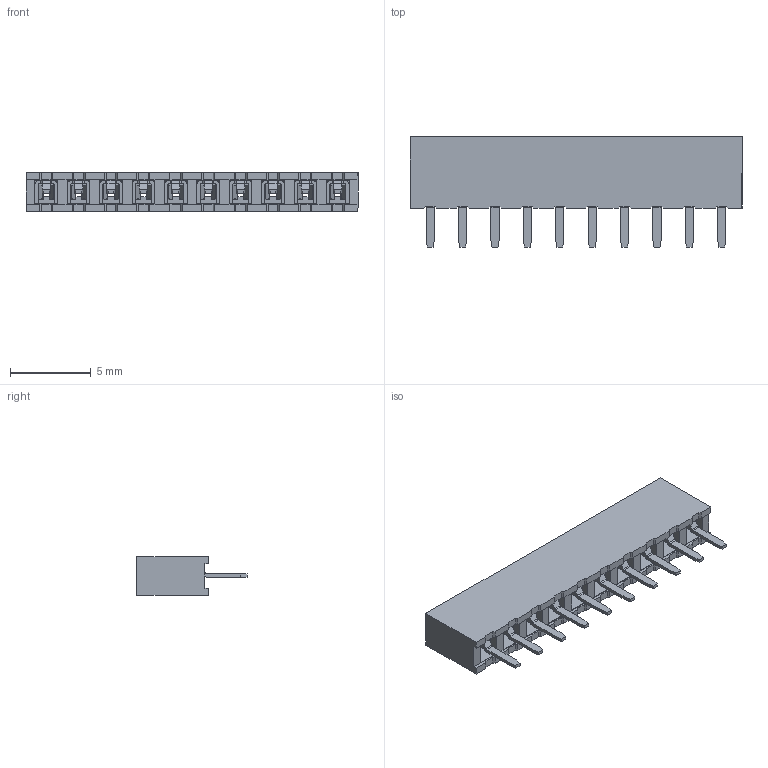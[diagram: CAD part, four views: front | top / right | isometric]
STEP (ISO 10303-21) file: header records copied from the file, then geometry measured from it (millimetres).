
FILE_DESCRIPTION (( 'STEP AP214' ), '1' );
FILE_NAME ('Sullins NPPN101BFCN-RC.STEP', '2016-04-07T20:27:22', ( '' ), ( '' ), 'SwSTEP 2.0', 'SolidWorks 2015', '' );
FILE_SCHEMA (( 'AUTOMOTIVE_DESIGN' ));
Length unit declared in the file: millimetre
Products named in the file (1): Sullins NPPN101BFCN-RC
Bounding box: 20.5 x 6.8 x 2.4 mm (x, y, z)
Volume: 148.1 mm3; surface area: 675.9 mm2
Topology: 1 solids, 1 shells, 1000 faces, 2774 edges, 1756 vertices
Faces by surface type: plane 630, cylinder 310, bspline 60
Entity records: 44872 total; most frequent: CARTESIAN_POINT 8471, ORIENTED_EDGE 5548, DIRECTION 4916, EDGE_CURVE 2774, VECTOR 2114, LINE 2114, VERTEX_POINT 1756, AXIS2_PLACEMENT_3D 1401
